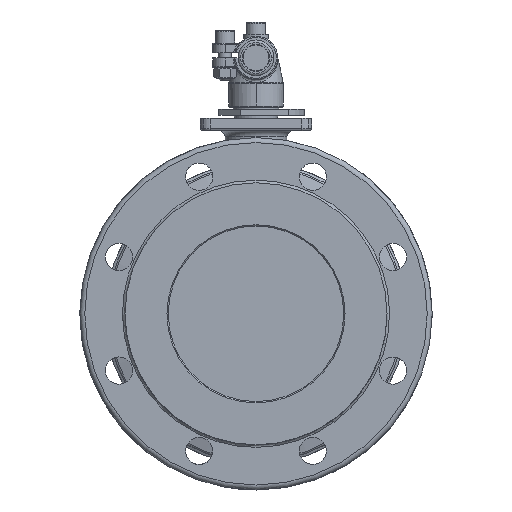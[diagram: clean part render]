
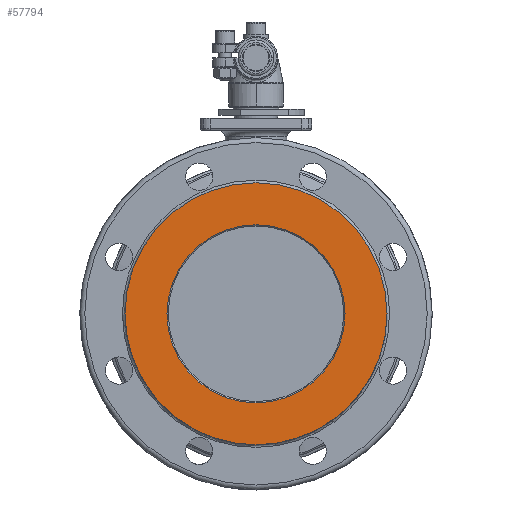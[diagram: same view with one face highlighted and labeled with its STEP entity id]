
A CAD part, left-side view. The second image highlights one B-rep face of the part: STEP entity #57794.
In plain terms, the highlighted planar face has unit normal (-1, 0, 0).
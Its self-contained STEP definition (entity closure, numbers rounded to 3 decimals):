
#13532=CARTESIAN_POINT('',(-110.,0.,72.));
#13533=VERTEX_POINT('',#13532);
#13542=CARTESIAN_POINT('',(-110.,0.,-72.));
#13543=VERTEX_POINT('',#13542);
#13544=CARTESIAN_POINT('',(-110.,0.,-0.));
#13545=DIRECTION('',(-1.,-0.,-0.));
#13546=DIRECTION('',(-0.,0.,1.));
#13547=AXIS2_PLACEMENT_3D('',#13544,#13545,#13546);
#13548=CIRCLE('',#13547,72.);
#13549=EDGE_CURVE('',#13533,#13543,#13548,.T.);
#13551=CARTESIAN_POINT('',(-110.,0.,-0.));
#13552=DIRECTION('',(-1.,-0.,-0.));
#13553=DIRECTION('',(-0.,0.,1.));
#13554=AXIS2_PLACEMENT_3D('',#13551,#13552,#13553);
#13555=CIRCLE('',#13554,72.);
#13556=EDGE_CURVE('',#13543,#13533,#13555,.T.);
#13620=CARTESIAN_POINT('',(-110.,106.,-0.));
#13621=VERTEX_POINT('',#13620);
#13628=CARTESIAN_POINT('',(-110.,-106.,-0.));
#13629=VERTEX_POINT('',#13628);
#13630=CARTESIAN_POINT('',(-110.,0.,-0.));
#13631=DIRECTION('',(1.,0.,0.));
#13632=DIRECTION('',(-0.,1.,-0.));
#13633=AXIS2_PLACEMENT_3D('',#13630,#13631,#13632);
#13634=CIRCLE('',#13633,106.);
#13635=EDGE_CURVE('',#13621,#13629,#13634,.T.);
#13637=CARTESIAN_POINT('',(-110.,0.,-0.));
#13638=DIRECTION('',(1.,0.,0.));
#13639=DIRECTION('',(-0.,1.,-0.));
#13640=AXIS2_PLACEMENT_3D('',#13637,#13638,#13639);
#13641=CIRCLE('',#13640,106.);
#13642=EDGE_CURVE('',#13629,#13621,#13641,.T.);
#57781=CARTESIAN_POINT('',(-110.,0.,-71.));
#57782=DIRECTION('',(1.,0.,0.));
#57783=DIRECTION('',(0.,-0.,-1.));
#57784=AXIS2_PLACEMENT_3D('',#57781,#57782,#57783);
#57785=PLANE('',#57784);
#57786=ORIENTED_EDGE('',*,*,#13642,.F.);
#57787=ORIENTED_EDGE('',*,*,#13635,.F.);
#57788=EDGE_LOOP('',(#57786,#57787));
#57789=FACE_BOUND('',#57788,.T.);
#57790=ORIENTED_EDGE('',*,*,#13556,.F.);
#57791=ORIENTED_EDGE('',*,*,#13549,.F.);
#57792=EDGE_LOOP('',(#57790,#57791));
#57793=FACE_BOUND('',#57792,.T.);
#57794=ADVANCED_FACE('',(#57789,#57793),#57785,.F.);
